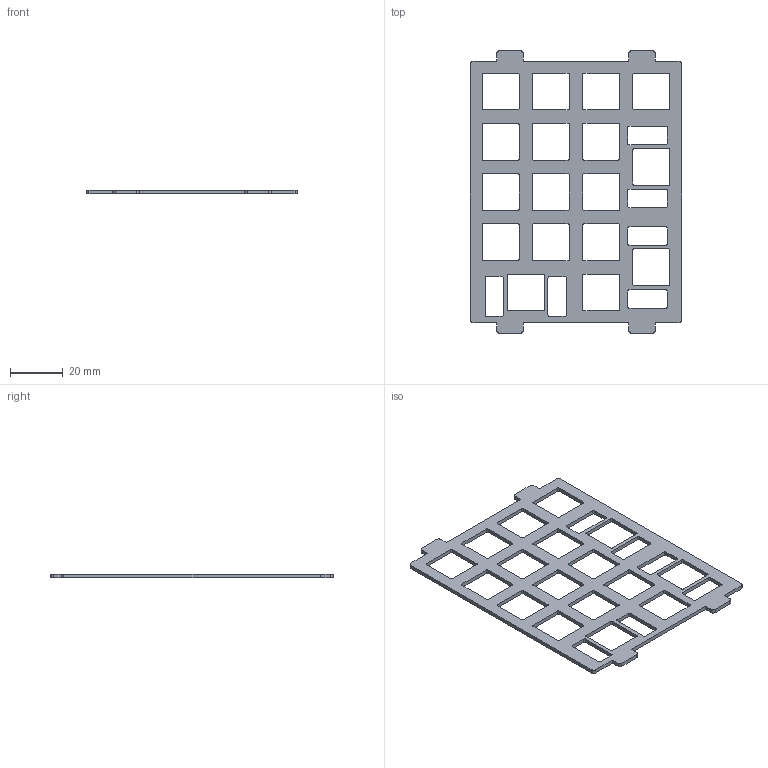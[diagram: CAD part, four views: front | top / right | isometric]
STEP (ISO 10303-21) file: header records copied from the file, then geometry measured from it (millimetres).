
FILE_DESCRIPTION(/* description */ (''),/* implementation_level */ '2;1');
FILE_NAME(/* name */ 'SkeletonNumPad_plate.step',/* time_stamp */ '2023-03-24T02:04:05+09:00',/* author */ (''),/* organization */ (''),/* preprocessor_version */ 'ST-DEVELOPER v19.2',/* originating_system */ 'Autodesk Translation Framework v11.17.0.187',/* authorisation */ '');
FILE_SCHEMA (('AUTOMOTIVE_DESIGN { 1 0 10303 214 3 1 1 }'));
Length unit declared in the file: millimetre
Products named in the file (1): SkeletonNumPad_newCase
Bounding box: 80.01 x 107.06 x 1.5 mm (x, y, z)
Volume: 6189.3 mm3; surface area: 10624.4 mm2
Topology: 1 solids, 1 shells, 218 faces, 648 edges, 432 vertices
Faces by surface type: plane 114, bspline 96, cylinder 8
Entity records: 7869 total; most frequent: CARTESIAN_POINT 2547, ORIENTED_EDGE 1296, DIRECTION 718, EDGE_CURVE 648, LINE 440, VECTOR 440, VERTEX_POINT 432, EDGE_LOOP 264
